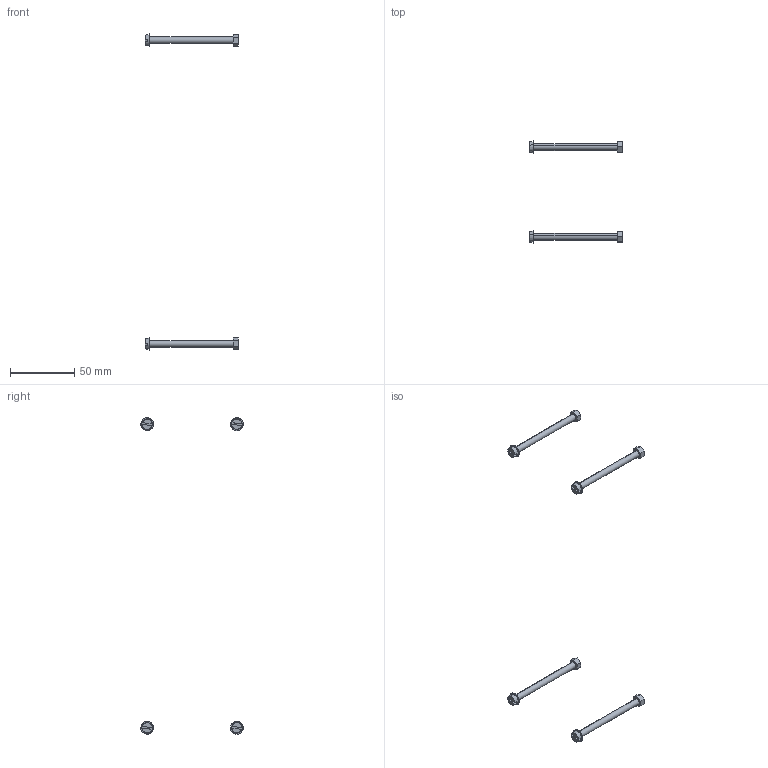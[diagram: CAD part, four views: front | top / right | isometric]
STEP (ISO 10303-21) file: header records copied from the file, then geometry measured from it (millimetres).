
FILE_DESCRIPTION((''),'2;1');
FILE_NAME('1SDH002065A1194_IGES','2019-05-27T',('ITSTCAR1'),(''),'CREO PARAMETRIC BY PTC INC, 2016050','CREO PARAMETRIC BY PTC INC, 2016050','');
FILE_SCHEMA(('AUTOMOTIVE_DESIGN { 1 0 10303 214 1 1 1 1 }'));
Length unit declared in the file: millimetre
Products named in the file (1): 1SDH002065A1194_IGES
Bounding box: 73.3 x 79.99 x 247.19 mm (x, y, z)
Volume: 6790 mm3; surface area: 5935.7 mm2
Topology: 4 solids, 4 shells, 96 faces, 220 edges, 148 vertices
Faces by surface type: plane 64, cylinder 16, cone 16
Entity records: 4073 total; most frequent: CARTESIAN_POINT 518, DIRECTION 480, ORIENTED_EDGE 440, EDGE_CURVE 220, COLOUR_RGB 202, AXIS2_PLACEMENT_3D 180, VERTEX_POINT 148, VECTOR 120
